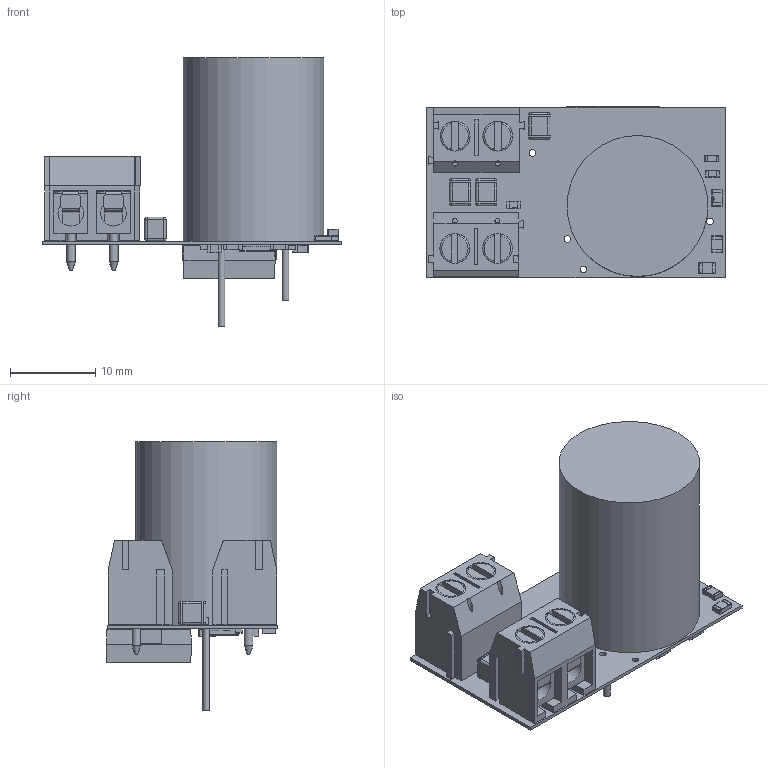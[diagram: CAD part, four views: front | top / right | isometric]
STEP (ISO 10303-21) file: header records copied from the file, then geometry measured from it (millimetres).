
FILE_DESCRIPTION(('Open CASCADE Model'),'2;1');
FILE_NAME('Open CASCADE Shape Model','2025-01-26T12:34:42',('Author'),( 'Open CASCADE'),'Open CASCADE STEP processor 7.5','Open CASCADE 7.5' ,'Unknown');
FILE_SCHEMA(('AUTOMOTIVE_DESIGN { 1 0 10303 214 1 1 1 1 }'));
Length unit declared in the file: millimetre
Products named in the file (90): PCB; Board; Open CASCADE STEP translator 7.5 1.1.1; JIN_; 691102710002; 691502710002; 6911027100xx_CAGE; 6911027100xx_PIN; 6911027100xx_VIS; RenL_; 6701889184; solidBody; Terminal; solidTop; RenH_; 5453281472; RPG_; 5453278272; solidTerminal1; solidTerminal2; solidTerminal3; RM1_; L_; 6090156576; Chamfer; FilletPin1; FilletPin2; COUTC_; 6695104928; Fillet1; Fillet2; body2; COUTB_; 5453278992; COUTA_; CINB_; 6574642704; SimpleBody; Pin1; Pin2 ...
Assembly tree (103 placements, depth 5):
  PCB
    Board
      Open CASCADE STEP translator 7.5 1.1.1
    JIN_
      691102710002
        691502710002
        6911027100xx_CAGE  x2
        6911027100xx_PIN  x2
        6911027100xx_VIS  x2
    RenL_
      6701889184
        solidBody
        Terminal
        solidTop
    RenH_
      5453281472
        solidBody
        Terminal
        solidTop
    RPG_
      5453278272
        solidBody
        solidTop
        solidTerminal1
        solidTerminal2
        solidTerminal3
    RM1_
      5453278272
        solidBody
        solidTop
        solidTerminal1
        solidTerminal2
        solidTerminal3
    L_
      6090156576
        Chamfer
        FilletPin1
        FilletPin2
    COUTC_
      6695104928
        Fillet1
        Fillet2
        body2
    COUTB_
      5453278992
        Fillet1
        Fillet2
        body2
    COUTA_
      6695104928
        Fillet1
        Fillet2
        body2
    CINB_
      6574642704
        SimpleBody
        Pin1
        Pin2
    RM2_
      6575732416
Bounding box: 35 x 20.11 x 31.5 mm (x, y, z)
Volume: 6466.2 mm3; surface area: 6667 mm2
Topology: 139 solids, 139 shells, 2451 faces, 6264 edges, 4060 vertices
Faces by surface type: plane 1563, bspline 403, cylinder 389, sphere 68, cone 16, torus 12
Full cylindrical faces by diameter (mm): 0.6 x4, 0.762 x10, 0.8 x2, 1 x6, 1.3 x4, 2 x4, 2.5 x4, 2.75 x4, 3 x4, 3.5 x8, 16.5 x1
Entity records: 71374 total; most frequent: CARTESIAN_POINT 21195, ORIENTED_EDGE 9864, DIRECTION 8012, EDGE_CURVE 4932, LINE 3496, VECTOR 3496, VERTEX_POINT 3236, AXIS2_PLACEMENT_3D 2258
